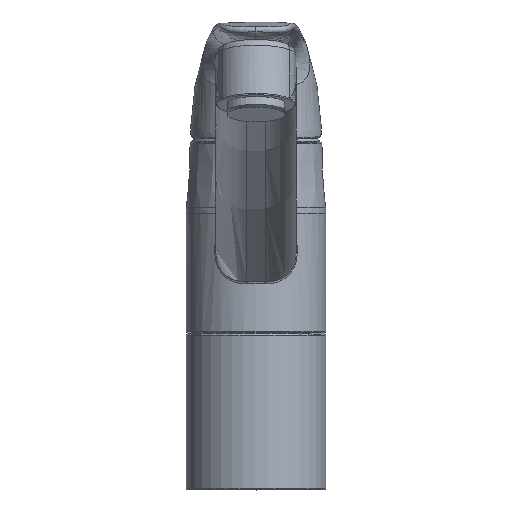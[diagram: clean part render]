
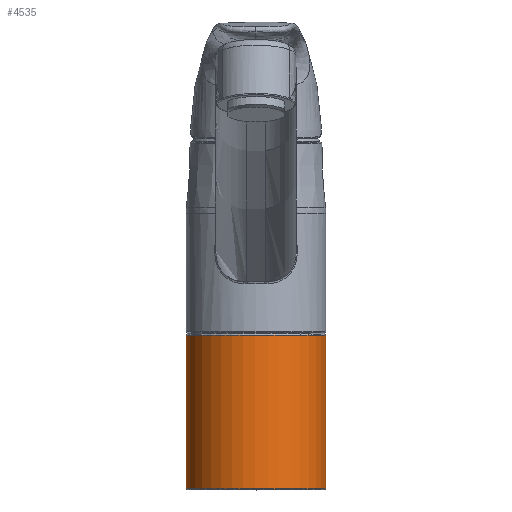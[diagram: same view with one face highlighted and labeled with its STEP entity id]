
A CAD part, top view. The second image highlights one B-rep face of the part: STEP entity #4535.
In plain terms, the highlighted cylindrical face has radius 26.5 mm (diameter 53 mm), a full revolution.
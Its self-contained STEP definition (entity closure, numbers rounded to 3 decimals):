
#90 = CARTESIAN_POINT ( 'NONE',  ( -24.818, 0.4, -9.29 ) ) ;
#562 = DIRECTION ( 'NONE',  ( 0., -1., 0. ) ) ;
#950 = AXIS2_PLACEMENT_3D ( 'NONE', #6842, #562, #12491 ) ;
#1178 = CIRCLE ( 'NONE', #3618, 26.5 ) ;
#1215 = DIRECTION ( 'NONE',  ( 0., 1., 0. ) ) ;
#1815 = EDGE_LOOP ( 'NONE', ( #4612 ) ) ;
#3225 = EDGE_CURVE ( 'NONE', #7050, #7050, #1178, .T. ) ;
#3618 = AXIS2_PLACEMENT_3D ( 'NONE', #7496, #1215, #8530 ) ;
#3913 = CARTESIAN_POINT ( 'NONE',  ( 0., 58.7, 0. ) ) ;
#4535 = ADVANCED_FACE ( 'NONE', ( #10728, #5470 ), #11335, .T. ) ;
#4612 = ORIENTED_EDGE ( 'NONE', *, *, #10423, .T. ) ;
#4622 = ORIENTED_EDGE ( 'NONE', *, *, #3225, .T. ) ;
#4982 = DIRECTION ( 'NONE',  ( 0.937, 0., 0.351 ) ) ;
#5470 = FACE_OUTER_BOUND ( 'NONE', #9972, .T. ) ;
#6759 = VERTEX_POINT ( 'NONE', #10488 ) ;
#6771 = AXIS2_PLACEMENT_3D ( 'NONE', #3913, #11101, #4982 ) ;
#6842 = CARTESIAN_POINT ( 'NONE',  ( 0., 5., 0. ) ) ;
#7050 = VERTEX_POINT ( 'NONE', #90 ) ;
#7496 = CARTESIAN_POINT ( 'NONE',  ( 0., 0.4, 0. ) ) ;
#8530 = DIRECTION ( 'NONE',  ( -0.937, 0., -0.351 ) ) ;
#9972 = EDGE_LOOP ( 'NONE', ( #4622 ) ) ;
#10134 = CIRCLE ( 'NONE', #6771, 26.5 ) ;
#10423 = EDGE_CURVE ( 'NONE', #6759, #6759, #10134, .T. ) ;
#10488 = CARTESIAN_POINT ( 'NONE',  ( 24.818, 58.7, 9.29 ) ) ;
#10728 = FACE_OUTER_BOUND ( 'NONE', #1815, .T. ) ;
#11101 = DIRECTION ( 'NONE',  ( 0., -1., 0. ) ) ;
#11335 = CYLINDRICAL_SURFACE ( 'NONE', #950, 26.5 ) ;
#12491 = DIRECTION ( 'NONE',  ( -0.937, 0., -0.351 ) ) ;
